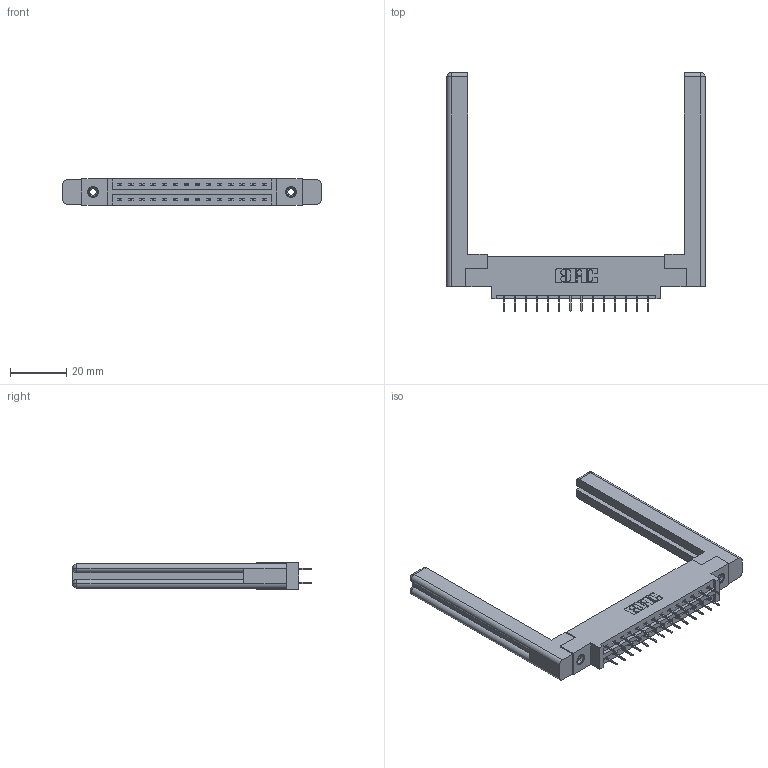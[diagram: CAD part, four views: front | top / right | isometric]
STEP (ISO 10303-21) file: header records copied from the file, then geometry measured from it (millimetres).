
FILE_DESCRIPTION (( 'STEP AP203' ), '1' );
FILE_NAME ('387-028-524-858.STEP', '2019-10-16T21:54:20', ( '' ), ( '' ), 'SwSTEP 2.0', 'SolidWorks 2016', '' );
FILE_SCHEMA (( 'CONFIG_CONTROL_DESIGN' ));
Length unit declared in the file: inch
Products named in the file (5): 345-292-001_345-293-124; 345-250-001_345-250-001-102; 387-028-524-858; 307-220-058; 337 Part_0.170 Offset - 0.156 Dia-TI
Assembly tree (33 placements, depth 2):
  387-028-524-858
    337 Part_0.170 Offset - 0.156 Dia-TI
    345-292-001_345-293-124  x28
    345-250-001_345-250-001-102  x2
    307-220-058  x2
Bounding box: 92.1 x 85.1 x 9.4 mm (x, y, z)
Volume: 16316 mm3; surface area: 15122.2 mm2
Topology: 33 solids, 33 shells, 1884 faces, 5297 edges, 3406 vertices
Faces by surface type: plane 1390, cylinder 470, cone 12, torus 12
Entity records: 17316 total; most frequent: CARTESIAN_POINT 2949, ORIENTED_EDGE 2824, DIRECTION 2576, EDGE_CURVE 1412, LINE 1240, VECTOR 1240, VERTEX_POINT 930, AXIS2_PLACEMENT_3D 668
